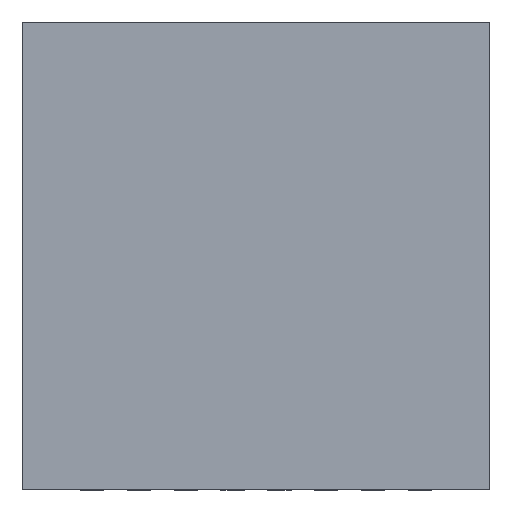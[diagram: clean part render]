
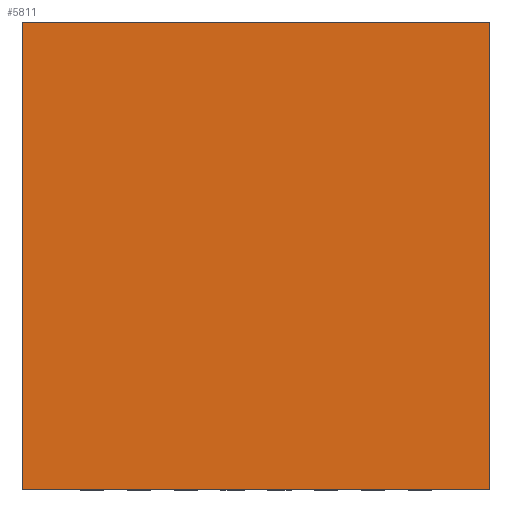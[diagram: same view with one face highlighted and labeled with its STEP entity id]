
A CAD part, top view. The second image highlights one B-rep face of the part: STEP entity #5811.
In plain terms, the highlighted face is planar.
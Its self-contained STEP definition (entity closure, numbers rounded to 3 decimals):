
#2663=DIRECTION('',(0.,0.,1.));
#2664=VECTOR('',#2663,5.);
#2665=CARTESIAN_POINT('',(-2.5,0.975,-2.5));
#2666=LINE('',#2665,#2664);
#2670=DIRECTION('',(-1.,0.,0.));
#2671=VECTOR('',#2670,5.);
#2672=CARTESIAN_POINT('',(2.5,0.975,-2.5));
#2673=LINE('',#2672,#2671);
#2677=DIRECTION('',(0.,0.,-1.));
#2678=VECTOR('',#2677,5.);
#2679=CARTESIAN_POINT('',(2.5,0.975,2.5));
#2680=LINE('',#2679,#2678);
#2684=DIRECTION('',(1.,0.,0.));
#2685=VECTOR('',#2684,5.);
#2686=CARTESIAN_POINT('',(-2.5,0.975,2.5));
#2687=LINE('',#2686,#2685);
#3475=CARTESIAN_POINT('',(-2.5,0.975,-2.5));
#3476=CARTESIAN_POINT('',(-2.5,0.975,2.5));
#3477=VERTEX_POINT('',#3475);
#3478=VERTEX_POINT('',#3476);
#3479=CARTESIAN_POINT('',(2.5,0.975,2.5));
#3480=VERTEX_POINT('',#3479);
#3481=CARTESIAN_POINT('',(2.5,0.975,-2.5));
#3482=VERTEX_POINT('',#3481);
#5800=CARTESIAN_POINT('',(0.,0.975,0.));
#5801=DIRECTION('',(0.,1.,0.));
#5802=DIRECTION('',(1.,0.,0.));
#5803=AXIS2_PLACEMENT_3D('',#5800,#5801,#5802);
#5804=PLANE('',#5803);
#5805=ORIENTED_EDGE('',*,*,#5347,.F.);
#5806=ORIENTED_EDGE('',*,*,#4562,.F.);
#5807=ORIENTED_EDGE('',*,*,#5015,.F.);
#5808=ORIENTED_EDGE('',*,*,#5156,.F.);
#5809=EDGE_LOOP('',(#5805,#5806,#5807,#5808));
#5810=FACE_OUTER_BOUND('',#5809,.F.);
#4562=EDGE_CURVE('',#3482,#3477,#2673,.T.);
#5015=EDGE_CURVE('',#3480,#3482,#2680,.T.);
#5156=EDGE_CURVE('',#3478,#3480,#2687,.T.);
#5347=EDGE_CURVE('',#3477,#3478,#2666,.T.);
#5811=ADVANCED_FACE('',(#5810),#5804,.T.);
